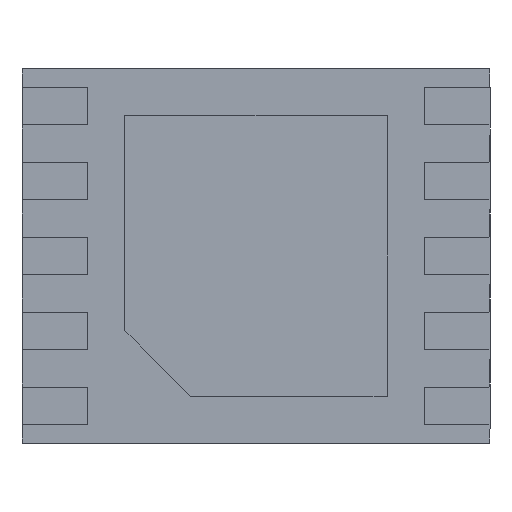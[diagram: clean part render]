
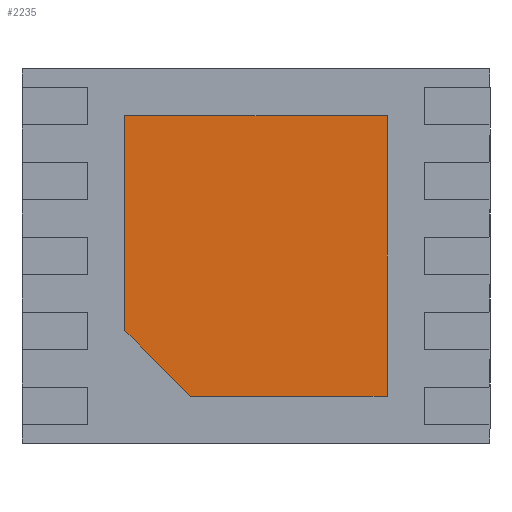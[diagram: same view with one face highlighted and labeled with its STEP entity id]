
A CAD part, front view. The second image highlights one B-rep face of the part: STEP entity #2235.
In plain terms, the highlighted planar face has unit normal (0, -1, 0).
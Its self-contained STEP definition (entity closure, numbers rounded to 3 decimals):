
#51 = EDGE_CURVE ( 'NONE', #322, #2333, #3181, .T. ) ;
#72 = ORIENTED_EDGE ( 'NONE', *, *, #684, .T. ) ;
#314 = LINE ( 'NONE', #3325, #2656 ) ;
#322 = VERTEX_POINT ( 'NONE', #3020 ) ;
#328 = ORIENTED_EDGE ( 'NONE', *, *, #51, .T. ) ;
#410 = EDGE_CURVE ( 'NONE', #3165, #1992, #314, .T. ) ;
#457 = ORIENTED_EDGE ( 'NONE', *, *, #2477, .T. ) ;
#463 = DIRECTION ( 'NONE',  ( 0., 0., -1. ) ) ;
#553 = DIRECTION ( 'NONE',  ( -1., 0., 0. ) ) ;
#620 = VECTOR ( 'NONE', #1650, 1000. ) ;
#684 = EDGE_CURVE ( 'NONE', #1992, #322, #2664, .T. ) ;
#791 = VERTEX_POINT ( 'NONE', #2218 ) ;
#1042 = DIRECTION ( 'NONE',  ( 0.707, 0., -0.707 ) ) ;
#1142 = VECTOR ( 'NONE', #3427, 1000. ) ;
#1244 = CARTESIAN_POINT ( 'NONE',  ( 0.7, 0., 0.75 ) ) ;
#1385 = LINE ( 'NONE', #2177, #1891 ) ;
#1560 = CARTESIAN_POINT ( 'NONE',  ( 0., 0., 0. ) ) ;
#1597 = PLANE ( 'NONE',  #2963 ) ;
#1650 = DIRECTION ( 'NONE',  ( 1., 0., 0. ) ) ;
#1728 = LINE ( 'NONE', #1244, #1142 ) ;
#1742 = DIRECTION ( 'NONE',  ( 0., 0., -1. ) ) ;
#1826 = CARTESIAN_POINT ( 'NONE',  ( -0.7, 0., -0.4 ) ) ;
#1868 = FACE_OUTER_BOUND ( 'NONE', #3460, .T. ) ;
#1891 = VECTOR ( 'NONE', #553, 1000. ) ;
#1892 = CARTESIAN_POINT ( 'NONE',  ( -0.7, 0., 0.75 ) ) ;
#1992 = VERTEX_POINT ( 'NONE', #2474 ) ;
#1997 = EDGE_CURVE ( 'NONE', #791, #3165, #1385, .T. ) ;
#2154 = CARTESIAN_POINT ( 'NONE',  ( 0.7, 0., -0.75 ) ) ;
#2177 = CARTESIAN_POINT ( 'NONE',  ( 0.7, 0., 0.75 ) ) ;
#2218 = CARTESIAN_POINT ( 'NONE',  ( 0.7, 0., 0.75 ) ) ;
#2235 = ADVANCED_FACE ( 'NONE', ( #1868 ), #1597, .T. ) ;
#2333 = VERTEX_POINT ( 'NONE', #2435 ) ;
#2435 = CARTESIAN_POINT ( 'NONE',  ( 0.7, 0., -0.75 ) ) ;
#2474 = CARTESIAN_POINT ( 'NONE',  ( -0.7, 0., -0.4 ) ) ;
#2477 = EDGE_CURVE ( 'NONE', #2333, #791, #1728, .T. ) ;
#2604 = VECTOR ( 'NONE', #1042, 1000. ) ;
#2616 = DIRECTION ( 'NONE',  ( 0., -1., 0. ) ) ;
#2656 = VECTOR ( 'NONE', #1742, 1000. ) ;
#2664 = LINE ( 'NONE', #1826, #2604 ) ;
#2840 = ORIENTED_EDGE ( 'NONE', *, *, #1997, .T. ) ;
#2963 = AXIS2_PLACEMENT_3D ( 'NONE', #1560, #2616, #463 ) ;
#3020 = CARTESIAN_POINT ( 'NONE',  ( -0.35, 0., -0.75 ) ) ;
#3165 = VERTEX_POINT ( 'NONE', #1892 ) ;
#3181 = LINE ( 'NONE', #2154, #620 ) ;
#3325 = CARTESIAN_POINT ( 'NONE',  ( -0.7, 0., 0.75 ) ) ;
#3347 = ORIENTED_EDGE ( 'NONE', *, *, #410, .T. ) ;
#3427 = DIRECTION ( 'NONE',  ( 0., 0., 1. ) ) ;
#3460 = EDGE_LOOP ( 'NONE', ( #2840, #3347, #72, #328, #457 ) ) ;
